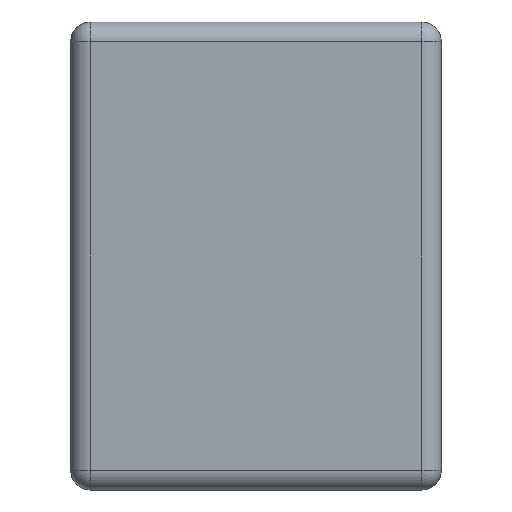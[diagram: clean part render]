
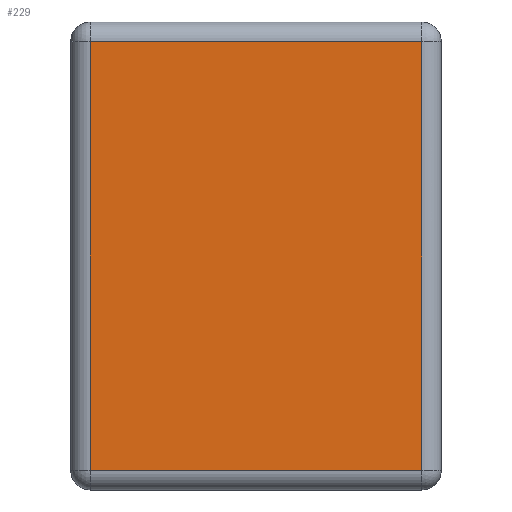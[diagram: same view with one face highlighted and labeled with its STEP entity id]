
A CAD part, left-side view. The second image highlights one B-rep face of the part: STEP entity #229.
In plain terms, the highlighted planar face has unit normal (-1, 0, 0).
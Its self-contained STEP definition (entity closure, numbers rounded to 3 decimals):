
#211 = ORIENTED_EDGE ( 'NONE', *, *, #212, .T. ) ;
#212 = EDGE_CURVE ( 'NONE', #237, #213, #1030, .T. ) ;
#213 = VERTEX_POINT ( 'NONE', #1026 ) ;
#214 = ORIENTED_EDGE ( 'NONE', *, *, #215, .T. ) ;
#215 = EDGE_CURVE ( 'NONE', #213, #233, #1024, .T. ) ;
#229 = ADVANCED_FACE ( 'NONE', ( #1076 ), #1061, .F. ) ;
#230 = EDGE_LOOP ( 'NONE', ( #231, #235, #211, #214 ) ) ;
#231 = ORIENTED_EDGE ( 'NONE', *, *, #232, .T. ) ;
#232 = EDGE_CURVE ( 'NONE', #233, #234, #1114, .T. ) ;
#233 = VERTEX_POINT ( 'NONE', #1109 ) ;
#234 = VERTEX_POINT ( 'NONE', #1108 ) ;
#235 = ORIENTED_EDGE ( 'NONE', *, *, #236, .T. ) ;
#236 = EDGE_CURVE ( 'NONE', #234, #237, #1107, .T. ) ;
#237 = VERTEX_POINT ( 'NONE', #1103 ) ;
#1021 = DIRECTION ( 'NONE',  ( 0., 0., 1. ) ) ;
#1022 = VECTOR ( 'NONE', #1021, 1000. ) ;
#1023 = CARTESIAN_POINT ( 'NONE',  ( -1., 0.05, 0.6 ) ) ;
#1024 = LINE ( 'NONE', #1023, #1022 ) ;
#1026 = CARTESIAN_POINT ( 'NONE',  ( -1., 0.05, -0.55 ) ) ;
#1027 = DIRECTION ( 'NONE',  ( 0., -1., 0. ) ) ;
#1028 = VECTOR ( 'NONE', #1027, 1000. ) ;
#1029 = CARTESIAN_POINT ( 'NONE',  ( -1., 0.95, -0.55 ) ) ;
#1030 = LINE ( 'NONE', #1029, #1028 ) ;
#1061 = PLANE ( 'NONE',  #1119 ) ;
#1076 = FACE_OUTER_BOUND ( 'NONE', #230, .T. ) ;
#1103 = CARTESIAN_POINT ( 'NONE',  ( -1., 0.9, -0.55 ) ) ;
#1104 = DIRECTION ( 'NONE',  ( 0., 0., -1. ) ) ;
#1105 = VECTOR ( 'NONE', #1104, 1000. ) ;
#1106 = CARTESIAN_POINT ( 'NONE',  ( -1., 0.9, 0.6 ) ) ;
#1107 = LINE ( 'NONE', #1106, #1105 ) ;
#1108 = CARTESIAN_POINT ( 'NONE',  ( -1., 0.9, 0.55 ) ) ;
#1109 = CARTESIAN_POINT ( 'NONE',  ( -1., 0.05, 0.55 ) ) ;
#1110 = DIRECTION ( 'NONE',  ( 0., 1., 0. ) ) ;
#1111 = VECTOR ( 'NONE', #1110, 1000. ) ;
#1112 = CARTESIAN_POINT ( 'NONE',  ( -1., 0.95, 0.55 ) ) ;
#1114 = LINE ( 'NONE', #1112, #1111 ) ;
#1116 = DIRECTION ( 'NONE',  ( 0., 0., -1. ) ) ;
#1117 = DIRECTION ( 'NONE',  ( 1., 0., 0. ) ) ;
#1118 = CARTESIAN_POINT ( 'NONE',  ( -1., 0.95, 0.6 ) ) ;
#1119 = AXIS2_PLACEMENT_3D ( 'NONE', #1118, #1117, #1116 ) ;
